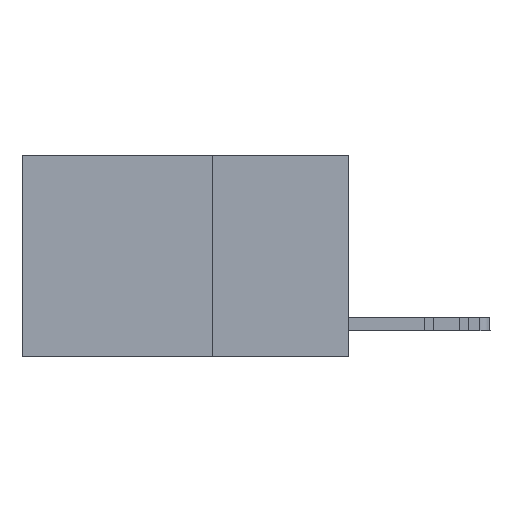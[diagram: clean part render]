
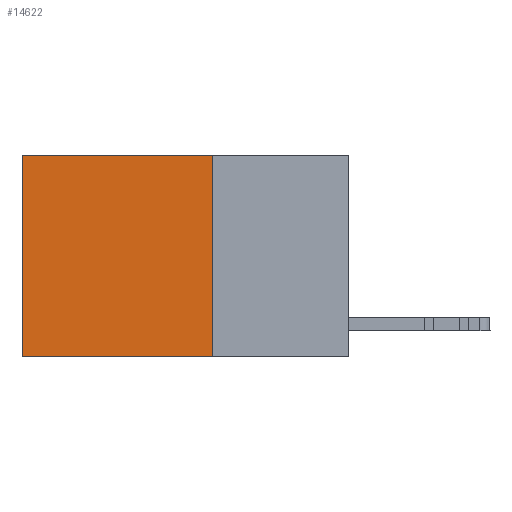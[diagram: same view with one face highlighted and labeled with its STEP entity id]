
A CAD part, left-side view. The second image highlights one B-rep face of the part: STEP entity #14622.
In plain terms, the highlighted planar face has unit normal (-1, 0, 0).
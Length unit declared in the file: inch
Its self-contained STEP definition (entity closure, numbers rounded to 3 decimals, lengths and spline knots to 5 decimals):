
#445 = EDGE_CURVE ( 'NONE', #8775, #2368, #15834, .T. ) ;
#838 = ORIENTED_EDGE ( 'NONE', *, *, #8260, .F. ) ;
#1258 = CARTESIAN_POINT ( 'NONE',  ( 0.2625, 0.6, 0. ) ) ;
#1375 = DIRECTION ( 'NONE',  ( 0., 0., -1. ) ) ;
#2368 = VERTEX_POINT ( 'NONE', #20912 ) ;
#4107 = LINE ( 'NONE', #27790, #5736 ) ;
#4996 = CARTESIAN_POINT ( 'NONE',  ( 0.2625, 0.25, 0. ) ) ;
#5736 = VECTOR ( 'NONE', #29801, 39.37008 ) ;
#6298 = VERTEX_POINT ( 'NONE', #21085 ) ;
#7903 = CARTESIAN_POINT ( 'NONE',  ( 0.2625, 0.25, 0. ) ) ;
#8260 = EDGE_CURVE ( 'NONE', #2368, #20126, #4107, .T. ) ;
#8775 = VERTEX_POINT ( 'NONE', #4996 ) ;
#8848 = LINE ( 'NONE', #1258, #20513 ) ;
#8950 = LINE ( 'NONE', #11906, #18491 ) ;
#9748 = ORIENTED_EDGE ( 'NONE', *, *, #445, .F. ) ;
#11537 = ORIENTED_EDGE ( 'NONE', *, *, #19860, .T. ) ;
#11906 = CARTESIAN_POINT ( 'NONE',  ( 0.2625, 0.25, 0. ) ) ;
#14019 = AXIS2_PLACEMENT_3D ( 'NONE', #7903, #22683, #1375 ) ;
#14622 = ADVANCED_FACE ( 'NONE', ( #24667 ), #27124, .F. ) ;
#15834 = LINE ( 'NONE', #23145, #24350 ) ;
#17065 = CARTESIAN_POINT ( 'NONE',  ( 0.2625, 0.6, -0.37 ) ) ;
#17714 = DIRECTION ( 'NONE',  ( 0., 0., -1. ) ) ;
#18011 = ORIENTED_EDGE ( 'NONE', *, *, #19108, .T. ) ;
#18491 = VECTOR ( 'NONE', #23113, 39.37008 ) ;
#19108 = EDGE_CURVE ( 'NONE', #8775, #6298, #8950, .T. ) ;
#19860 = EDGE_CURVE ( 'NONE', #6298, #20126, #8848, .T. ) ;
#20126 = VERTEX_POINT ( 'NONE', #17065 ) ;
#20224 = DIRECTION ( 'NONE',  ( 0., 0., -1. ) ) ;
#20513 = VECTOR ( 'NONE', #20224, 39.37008 ) ;
#20912 = CARTESIAN_POINT ( 'NONE',  ( 0.2625, 0.25, -0.37 ) ) ;
#21085 = CARTESIAN_POINT ( 'NONE',  ( 0.2625, 0.6, 0. ) ) ;
#22683 = DIRECTION ( 'NONE',  ( 1., 0., 0. ) ) ;
#23113 = DIRECTION ( 'NONE',  ( 0., 1., 0. ) ) ;
#23145 = CARTESIAN_POINT ( 'NONE',  ( 0.2625, 0.25, 0. ) ) ;
#24350 = VECTOR ( 'NONE', #17714, 39.37008 ) ;
#24667 = FACE_OUTER_BOUND ( 'NONE', #27706, .T. ) ;
#27124 = PLANE ( 'NONE',  #14019 ) ;
#27706 = EDGE_LOOP ( 'NONE', ( #11537, #838, #9748, #18011 ) ) ;
#27790 = CARTESIAN_POINT ( 'NONE',  ( 0.2625, 0.25, -0.37 ) ) ;
#29801 = DIRECTION ( 'NONE',  ( 0., 1., 0. ) ) ;
